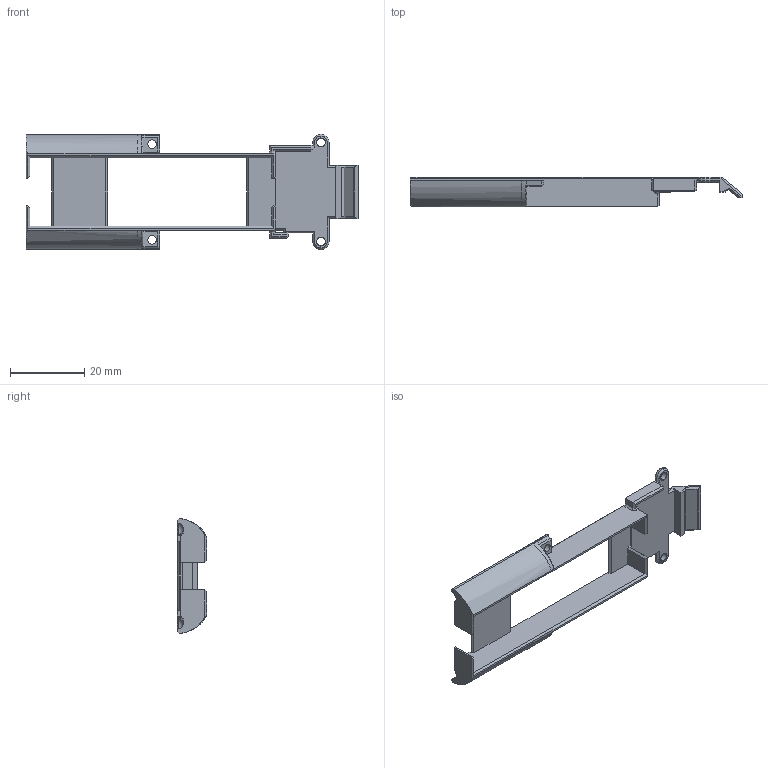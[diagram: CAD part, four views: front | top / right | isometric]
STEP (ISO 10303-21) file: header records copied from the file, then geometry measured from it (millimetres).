
FILE_DESCRIPTION (( 'STEP AP203' ), '1' );
FILE_NAME ('skeleton_v4.STEP', '2025-05-22T19:15:53', ( '' ), ( '' ), 'SwSTEP 2.0', 'SolidWorks 2023', '' );
FILE_SCHEMA (( 'CONFIG_CONTROL_DESIGN' ));
Length unit declared in the file: millimetre
Products named in the file (1): skeleton_v4
Bounding box: 89.5 x 8 x 31.12 mm (x, y, z)
Volume: 3468 mm3; surface area: 6739 mm2
Topology: 3 solids, 3 shells, 251 faces, 642 edges, 388 vertices
Faces by surface type: plane 205, cylinder 19, bspline 14, cone 9, sphere 4
Entity records: 7972 total; most frequent: CARTESIAN_POINT 2023, ORIENTED_EDGE 1268, DIRECTION 1109, EDGE_CURVE 634, VECTOR 537, LINE 537, VERTEX_POINT 384, AXIS2_PLACEMENT_3D 286
